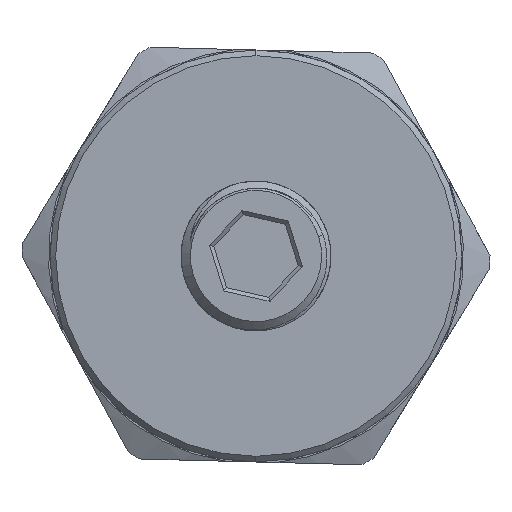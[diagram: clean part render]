
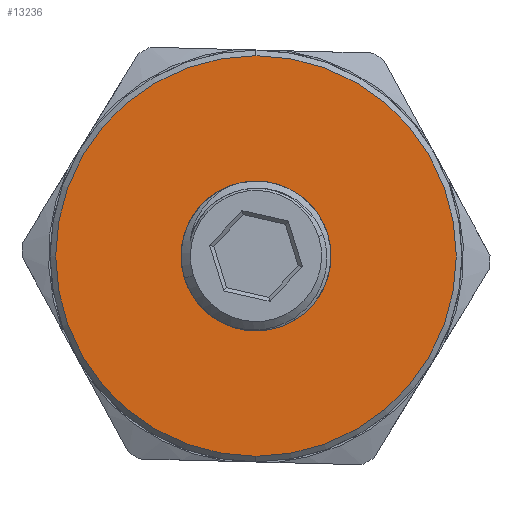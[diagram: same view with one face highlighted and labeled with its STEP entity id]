
A CAD part, left-side view. The second image highlights one B-rep face of the part: STEP entity #13236.
In plain terms, the highlighted planar face has unit normal (-1, 0, 0).
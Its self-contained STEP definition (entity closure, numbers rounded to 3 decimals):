
#799 = CIRCLE ( 'NONE', #21897, 10.7 ) ;
#2599 = EDGE_CURVE ( 'NONE', #34675, #35007, #799, .T. ) ;
#8701 = DIRECTION ( 'NONE',  ( -1., 0., 0. ) ) ;
#10132 = CARTESIAN_POINT ( 'NONE',  ( 72.293, 14.232, 10.7 ) ) ;
#11001 = FACE_OUTER_BOUND ( 'NONE', #50075, .T. ) ;
#11857 = DIRECTION ( 'NONE',  ( -1., 0., 0. ) ) ;
#11977 = ORIENTED_EDGE ( 'NONE', *, *, #30477, .F. ) ;
#13236 = ADVANCED_FACE ( 'NONE', ( #11001, #34906 ), #31414, .F. ) ;
#13375 = EDGE_CURVE ( 'NONE', #31308, #32958, #44025, .T. ) ;
#13698 = CARTESIAN_POINT ( 'NONE',  ( 72.293, 14.232, 0. ) ) ;
#18069 = DIRECTION ( 'NONE',  ( 0., 0., -1. ) ) ;
#18210 = DIRECTION ( 'NONE',  ( 0., 0., -1. ) ) ;
#20630 = CARTESIAN_POINT ( 'NONE',  ( 72.293, 14.232, 0. ) ) ;
#21897 = AXIS2_PLACEMENT_3D ( 'NONE', #20630, #52008, #25131 ) ;
#25131 = DIRECTION ( 'NONE',  ( 0., 0., -1. ) ) ;
#26236 = CIRCLE ( 'NONE', #53861, 4. ) ;
#26486 = ORIENTED_EDGE ( 'NONE', *, *, #31176, .T. ) ;
#30477 = EDGE_CURVE ( 'NONE', #32958, #31308, #26236, .T. ) ;
#31176 = EDGE_CURVE ( 'NONE', #35007, #34675, #32537, .T. ) ;
#31308 = VERTEX_POINT ( 'NONE', #40957 ) ;
#31414 = PLANE ( 'NONE',  #57685 ) ;
#32537 = CIRCLE ( 'NONE', #49752, 10.7 ) ;
#32958 = VERTEX_POINT ( 'NONE', #40730 ) ;
#34675 = VERTEX_POINT ( 'NONE', #50832 ) ;
#34906 = FACE_BOUND ( 'NONE', #47238, .T. ) ;
#35007 = VERTEX_POINT ( 'NONE', #10132 ) ;
#35575 = CARTESIAN_POINT ( 'NONE',  ( 72.293, 14.232, 0. ) ) ;
#38731 = CARTESIAN_POINT ( 'NONE',  ( 72.293, 14.232, 0. ) ) ;
#40089 = DIRECTION ( 'NONE',  ( 0., 0., 1. ) ) ;
#40730 = CARTESIAN_POINT ( 'NONE',  ( 72.293, 14.232, 4. ) ) ;
#40957 = CARTESIAN_POINT ( 'NONE',  ( 72.293, 14.232, -4. ) ) ;
#43255 = DIRECTION ( 'NONE',  ( 0., 0., 1. ) ) ;
#44025 = CIRCLE ( 'NONE', #54676, 4. ) ;
#44936 = DIRECTION ( 'NONE',  ( 1., 0., 0. ) ) ;
#45070 = DIRECTION ( 'NONE',  ( -1., 0., 0. ) ) ;
#45403 = ORIENTED_EDGE ( 'NONE', *, *, #2599, .T. ) ;
#47238 = EDGE_LOOP ( 'NONE', ( #11977, #56062 ) ) ;
#49259 = CARTESIAN_POINT ( 'NONE',  ( 72.293, 0., 0. ) ) ;
#49752 = AXIS2_PLACEMENT_3D ( 'NONE', #13698, #45070, #18210 ) ;
#50075 = EDGE_LOOP ( 'NONE', ( #45403, #26486 ) ) ;
#50832 = CARTESIAN_POINT ( 'NONE',  ( 72.293, 14.232, -10.7 ) ) ;
#52008 = DIRECTION ( 'NONE',  ( -1., 0., 0. ) ) ;
#53861 = AXIS2_PLACEMENT_3D ( 'NONE', #35575, #8701, #40089 ) ;
#54676 = AXIS2_PLACEMENT_3D ( 'NONE', #38731, #11857, #43255 ) ;
#56062 = ORIENTED_EDGE ( 'NONE', *, *, #13375, .F. ) ;
#57685 = AXIS2_PLACEMENT_3D ( 'NONE', #49259, #44936, #18069 ) ;
